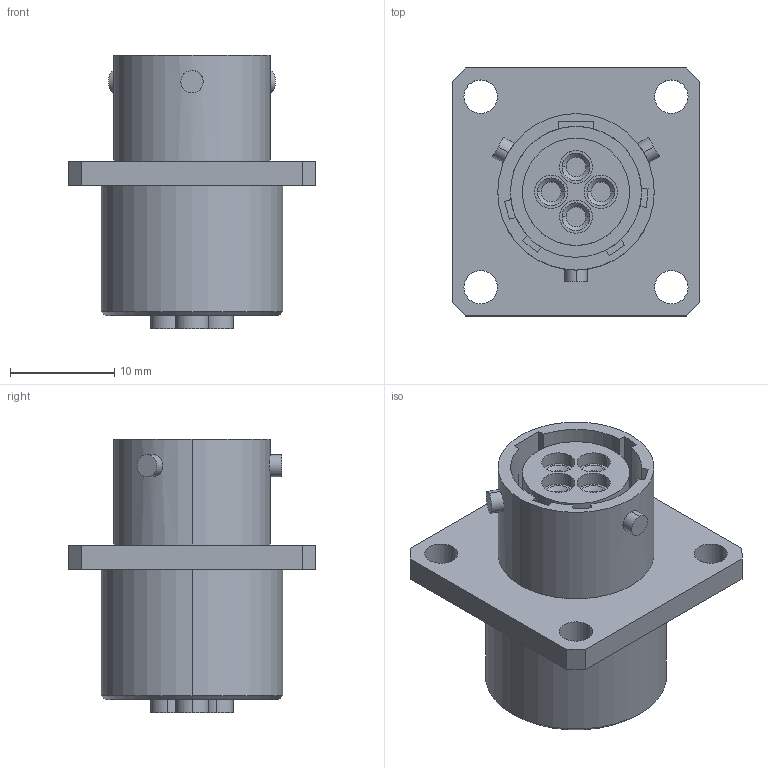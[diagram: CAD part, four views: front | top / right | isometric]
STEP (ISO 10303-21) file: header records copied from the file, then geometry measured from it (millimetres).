
FILE_DESCRIPTION (( 'STEP AP214' ), '1' );
FILE_NAME ('6168T760_QUICK-CONNECT CRIMP-STYLE CONNECTOR.step', '2021-02-21T00:25:14', ( '' ), ( '' ), 'SwSTEP 2.0', 'SolidWorks 2021', '' );
FILE_SCHEMA (( 'AUTOMOTIVE_DESIGN' ));
Length unit declared in the file: inch
Products named in the file (1): 6168T760_QUICK-CONNECT CRIMP-STYLE CONNECTOR
Bounding box: 23.8 x 23.8 x 26.27 mm (x, y, z)
Volume: 5281.6 mm3; surface area: 4840 mm2
Topology: 3 solids, 3 shells, 129 faces, 290 edges, 190 vertices
Faces by surface type: cylinder 62, plane 57, cone 10
Entity records: 3818 total; most frequent: CARTESIAN_POINT 712, DIRECTION 682, ORIENTED_EDGE 580, EDGE_CURVE 290, AXIS2_PLACEMENT_3D 268, VERTEX_POINT 190, EDGE_LOOP 164, LINE 146
